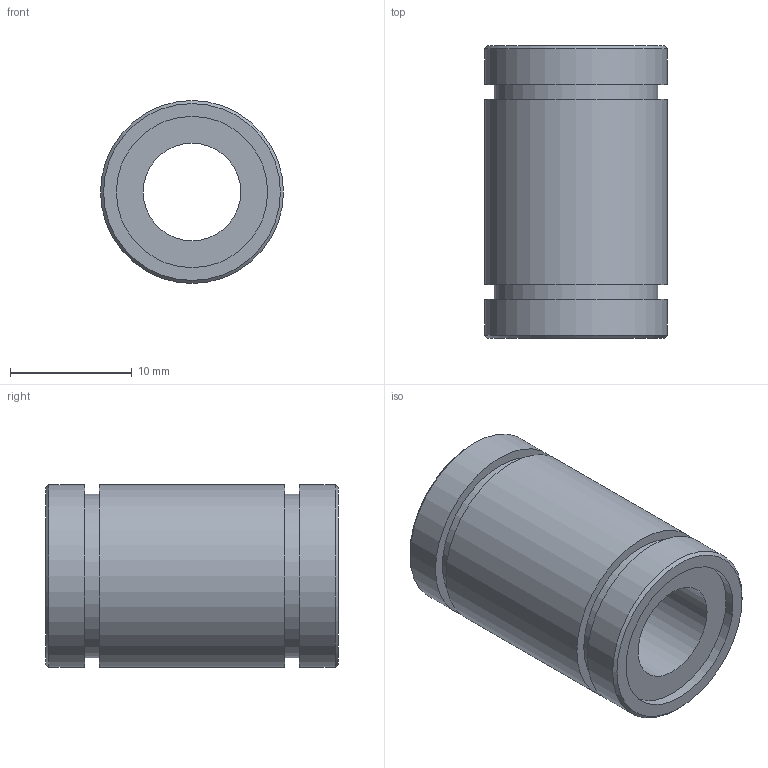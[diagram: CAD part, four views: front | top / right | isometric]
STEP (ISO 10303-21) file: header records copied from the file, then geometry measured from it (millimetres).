
FILE_DESCRIPTION(('FreeCAD Model'),'2;1');
FILE_NAME('Open CASCADE Shape Model','2022-01-04T15:11:58',(''),(''), 'Open CASCADE STEP processor 7.5','FreeCAD','Unknown');
FILE_SCHEMA(('AUTOMOTIVE_DESIGN { 1 0 10303 214 1 1 1 1 }'));
Length unit declared in the file: millimetre
Products named in the file (3): LM8UU; Center; Metal
Assembly tree (2 placements, depth 2):
  LM8UU
    Center
    Metal
Bounding box: 15 x 24 x 15 mm (x, y, z)
Volume: 2833.4 mm3; surface area: 3871.1 mm2
Topology: 2 solids, 2 shells, 18 faces, 28 edges, 18 vertices
Faces by surface type: cylinder 8, plane 8, cone 2
Full cylindrical faces by diameter (mm): 8 x1, 12.4 x2, 13.4 x2, 15 x3
Entity records: 845 total; most frequent: DIRECTION 136, CARTESIAN_POINT 131, ORIENTED_EDGE 56, PCURVE 56, DEFINITIONAL_REPRESENTATION 56, LINE 42, VECTOR 42, AXIS2_PLACEMENT_3D 39
